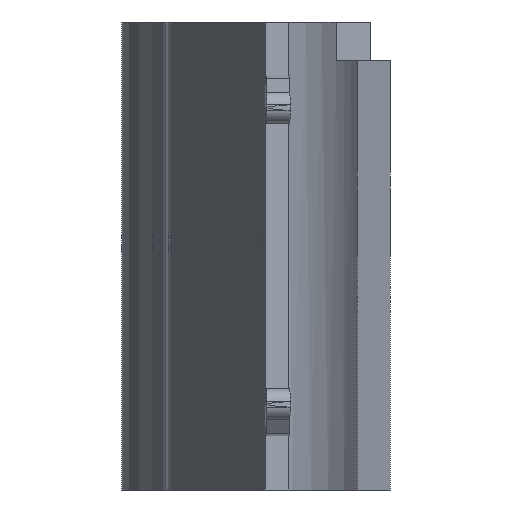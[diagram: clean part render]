
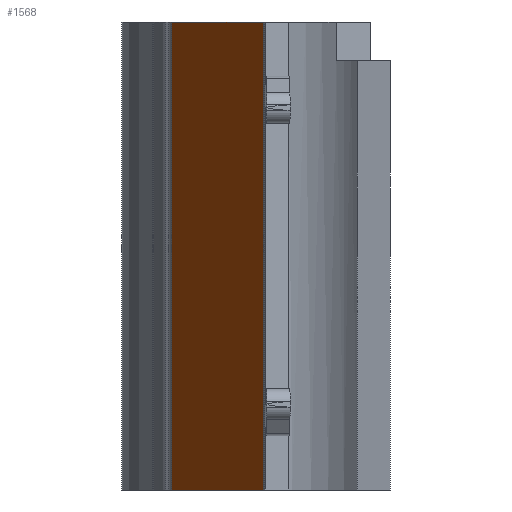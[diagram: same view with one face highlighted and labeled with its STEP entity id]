
A CAD part, front view. The second image highlights one B-rep face of the part: STEP entity #1568.
In plain terms, the highlighted planar face has unit normal (-0.934, -0.358, 0).
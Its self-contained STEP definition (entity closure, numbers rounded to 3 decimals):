
#70=DIRECTION('',(0.358,-0.934,0.));
#71=VECTOR('',#70,6.561);
#72=CARTESIAN_POINT('',(-1.968,7.126,0.));
#73=LINE('',#72,#71);
#490=DIRECTION('',(0.358,-0.934,0.));
#491=VECTOR('',#490,6.561);
#492=CARTESIAN_POINT('',(-1.968,7.126,12.));
#493=LINE('',#492,#491);
#619=DIRECTION('',(0.,0.,1.));
#620=VECTOR('',#619,12.);
#621=CARTESIAN_POINT('',(-1.968,7.126,0.));
#622=LINE('',#621,#620);
#623=DIRECTION('',(0.,0.,1.));
#624=VECTOR('',#623,12.);
#625=CARTESIAN_POINT('',(0.383,1.001,0.));
#626=LINE('',#625,#624);
#657=CARTESIAN_POINT('',(-1.968,7.126,0.));
#658=VERTEX_POINT('',#657);
#659=CARTESIAN_POINT('',(0.383,1.001,0.));
#660=VERTEX_POINT('',#659);
#689=CARTESIAN_POINT('',(-1.968,7.126,12.));
#690=VERTEX_POINT('',#689);
#691=CARTESIAN_POINT('',(0.383,1.001,12.));
#692=VERTEX_POINT('',#691);
#1556=CARTESIAN_POINT('',(-1.968,7.126,0.));
#1557=DIRECTION('',(-0.934,-0.358,0.));
#1558=DIRECTION('',(0.358,-0.934,0.));
#1559=AXIS2_PLACEMENT_3D('',#1556,#1557,#1558);
#1560=PLANE('',#1559);
#1561=ORIENTED_EDGE('',*,*,#816,.F.);
#1562=ORIENTED_EDGE('',*,*,#1551,.T.);
#1563=ORIENTED_EDGE('',*,*,#1310,.T.);
#1565=ORIENTED_EDGE('',*,*,#1564,.F.);
#1566=EDGE_LOOP('',(#1561,#1562,#1563,#1565));
#1567=FACE_OUTER_BOUND('',#1566,.F.);
#1568=ADVANCED_FACE('',(#1567),#1560,.T.);
#816=EDGE_CURVE('',#658,#660,#73,.T.);
#1310=EDGE_CURVE('',#690,#692,#493,.T.);
#1551=EDGE_CURVE('',#658,#690,#622,.T.);
#1564=EDGE_CURVE('',#660,#692,#626,.T.);
